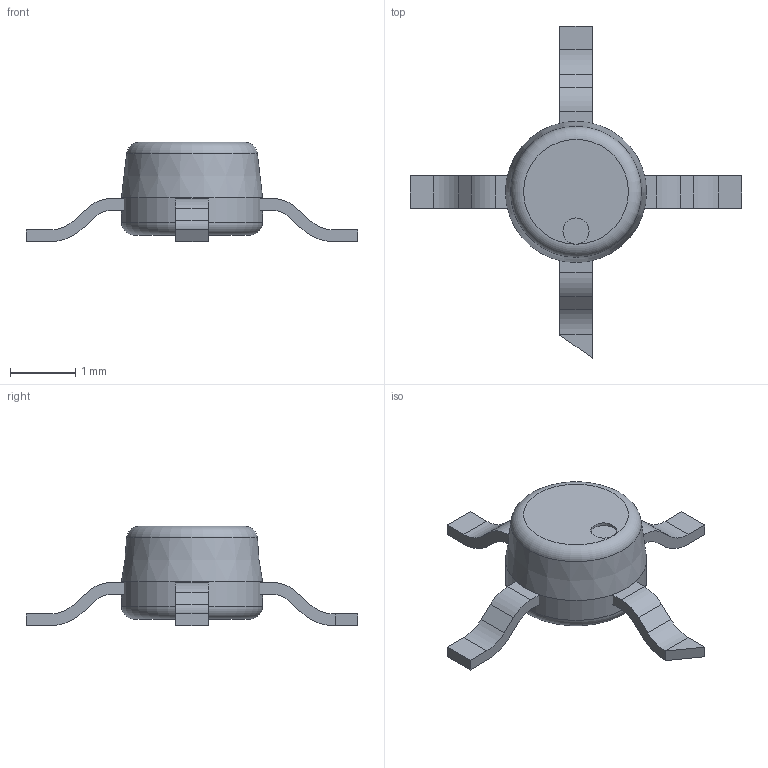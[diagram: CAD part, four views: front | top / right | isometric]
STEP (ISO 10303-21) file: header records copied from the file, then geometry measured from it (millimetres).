
FILE_DESCRIPTION(/* description */ (''),/* implementation_level */ '2;1');
FILE_NAME(/* name */ 'WW107 v4.stp',/* time_stamp */ '2016-11-23T05:13:25-05:00',/* author */ (''),/* organization */ (''),/* preprocessor_version */ 'ST-DEVELOPER v16.5',/* originating_system */ 'Autodesk Translation Framework v5.2.0.2920',/* authorisation */ '');
FILE_SCHEMA (('AUTOMOTIVE_DESIGN { 1 0 10303 214 3 1 1 }'));
Length unit declared in the file: millimetre
Products named in the file (1): WW107 v4
Bounding box: 5.08 x 5.08 x 1.52 mm (x, y, z)
Volume: 5.4 mm3; surface area: 24.9 mm2
Topology: 5 solids, 5 shells, 64 faces, 156 edges, 103 vertices
Faces by surface type: plane 43, cylinder 18, torus 2, cone 1
Full cylindrical faces by diameter (mm): 0.4 x1, 2.16 x1
Entity records: 1890 total; most frequent: DIRECTION 320, CARTESIAN_POINT 319, ORIENTED_EDGE 302, EDGE_CURVE 151, LINE 112, VECTOR 112, AXIS2_PLACEMENT_3D 104, VERTEX_POINT 103
